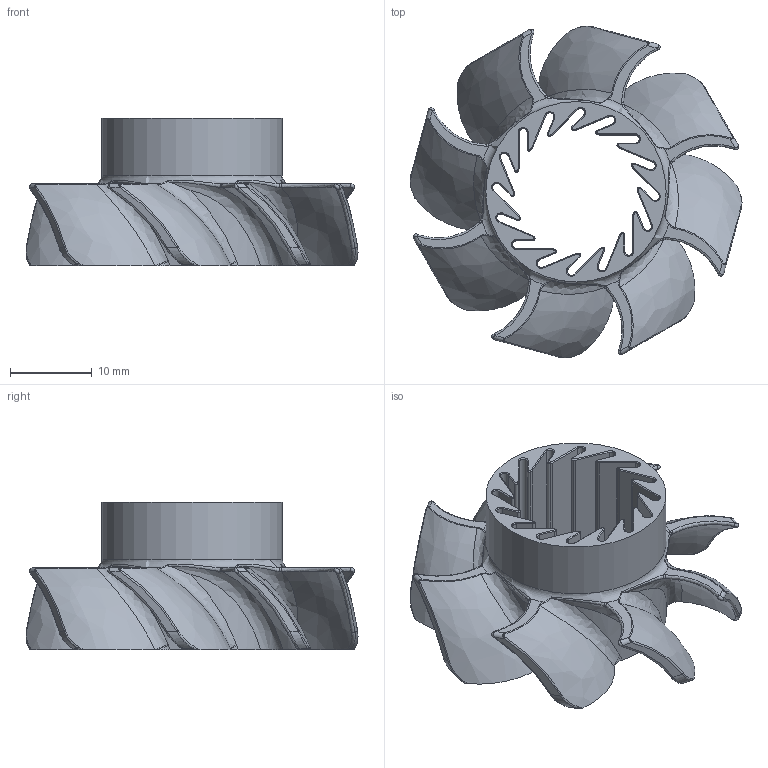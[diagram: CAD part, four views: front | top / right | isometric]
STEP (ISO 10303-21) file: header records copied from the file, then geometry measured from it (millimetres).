
FILE_DESCRIPTION(/* description */ (''),/* implementation_level */ '2;1');
FILE_NAME(/* name */ 'carvera-spindle-fan-Beefy.step',/* time_stamp */ '2025-06-19T09:02:54+02:00',/* author */ (''),/* organization */ (''),/* preprocessor_version */ 'ST-DEVELOPER v20.1',/* originating_system */ 'Autodesk Translation Framework v14.10.0.0',/* authorisation */ '');
FILE_SCHEMA (('AUTOMOTIVE_DESIGN { 1 0 10303 214 3 1 1 }'));
Length unit declared in the file: millimetre
Products named in the file (1): carvera-spindle-fan-Beefy
Bounding box: 40.52 x 40.52 x 18 mm (x, y, z)
Volume: 4120.8 mm3; surface area: 6360.7 mm2
Topology: 1 solids, 1 shells, 453 faces, 1137 edges, 686 vertices
Faces by surface type: bspline 161, plane 122, cone 96, cylinder 73, torus 1
Full cylindrical faces by diameter (mm): 22.008 x1
Entity records: 20191 total; most frequent: CARTESIAN_POINT 10446, ORIENTED_EDGE 2274, DIRECTION 1641, EDGE_CURVE 1137, VERTEX_POINT 686, AXIS2_PLACEMENT_3D 624, EDGE_LOOP 455, FACE_OUTER_BOUND 453
